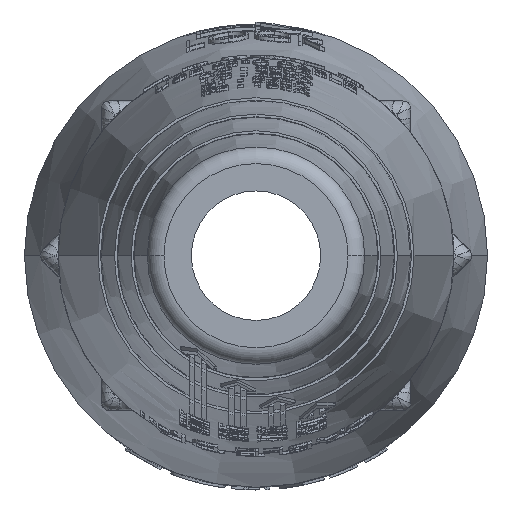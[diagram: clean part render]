
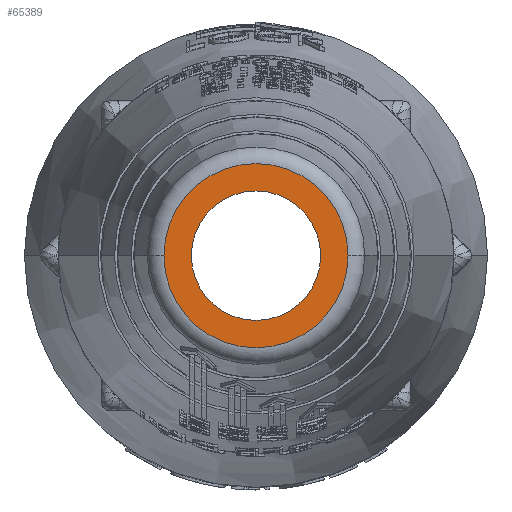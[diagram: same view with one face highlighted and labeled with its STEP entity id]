
A CAD part, left-side view. The second image highlights one B-rep face of the part: STEP entity #65389.
In plain terms, the highlighted planar face has unit normal (-1, 0, 0).
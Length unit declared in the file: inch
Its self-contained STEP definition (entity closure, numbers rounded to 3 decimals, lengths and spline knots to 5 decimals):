
#2852 = ORIENTED_EDGE ( 'NONE', *, *, #110759, .F. ) ;
#3647 = CARTESIAN_POINT ( 'NONE',  ( -7.16895, -0.2874, 1.94451 ) ) ;
#4315 = CARTESIAN_POINT ( 'NONE',  ( -7.16895, 0.05409, 1.94451 ) ) ;
#7068 = FACE_BOUND ( 'NONE', #90691, .T. ) ;
#8692 = PLANE ( 'NONE',  #10442 ) ;
#9498 = CARTESIAN_POINT ( 'NONE',  ( -7.16895, 0.45043, 1.94451 ) ) ;
#10442 = AXIS2_PLACEMENT_3D ( 'NONE', #9498, #42690, #82122 ) ;
#14268 = EDGE_LOOP ( 'NONE', ( #76237, #52565 ) ) ;
#15432 = VERTEX_POINT ( 'NONE', #53807 ) ;
#16796 = DIRECTION ( 'NONE',  ( -1., 0., 0. ) ) ;
#18954 = CARTESIAN_POINT ( 'NONE',  ( -7.16895, 0.39558, 1.94451 ) ) ;
#23790 = ORIENTED_EDGE ( 'NONE', *, *, #60603, .F. ) ;
#26197 = DIRECTION ( 'NONE',  ( -1., 0., 0. ) ) ;
#39806 = DIRECTION ( 'NONE',  ( 0., -1., 0. ) ) ;
#42690 = DIRECTION ( 'NONE',  ( -1., 0., 0. ) ) ;
#45543 = DIRECTION ( 'NONE',  ( 0., -1., 0. ) ) ;
#51883 = CARTESIAN_POINT ( 'NONE',  ( -7.16895, 0.05409, 1.94451 ) ) ;
#52565 = ORIENTED_EDGE ( 'NONE', *, *, #123748, .T. ) ;
#53807 = CARTESIAN_POINT ( 'NONE',  ( -7.16895, 0.29409, 1.94451 ) ) ;
#56951 = VERTEX_POINT ( 'NONE', #18954 ) ;
#60603 = EDGE_CURVE ( 'NONE', #119570, #15432, #136854, .T. ) ;
#65389 = ADVANCED_FACE ( 'NONE', ( #80557, #7068 ), #8692, .T. ) ;
#65527 = VERTEX_POINT ( 'NONE', #3647 ) ;
#68318 = AXIS2_PLACEMENT_3D ( 'NONE', #51883, #101056, #39806 ) ;
#76237 = ORIENTED_EDGE ( 'NONE', *, *, #132503, .T. ) ;
#77107 = CARTESIAN_POINT ( 'NONE',  ( -7.16895, -0.18591, 1.94451 ) ) ;
#80557 = FACE_OUTER_BOUND ( 'NONE', #14268, .T. ) ;
#82122 = DIRECTION ( 'NONE',  ( 0., -1., 0. ) ) ;
#86148 = CIRCLE ( 'NONE', #148156, 0.24 ) ;
#89403 = CARTESIAN_POINT ( 'NONE',  ( -7.16895, 0.05409, 1.94451 ) ) ;
#90691 = EDGE_LOOP ( 'NONE', ( #23790, #2852 ) ) ;
#93030 = DIRECTION ( 'NONE',  ( -1., 0., 0. ) ) ;
#100604 = AXIS2_PLACEMENT_3D ( 'NONE', #89403, #16796, #153223 ) ;
#101056 = DIRECTION ( 'NONE',  ( -1., 0., 0. ) ) ;
#102035 = DIRECTION ( 'NONE',  ( 0., -1., 0. ) ) ;
#106827 = CIRCLE ( 'NONE', #68318, 0.34149 ) ;
#107547 = CARTESIAN_POINT ( 'NONE',  ( -7.16895, 0.05409, 1.94451 ) ) ;
#110759 = EDGE_CURVE ( 'NONE', #15432, #119570, #86148, .T. ) ;
#117693 = CIRCLE ( 'NONE', #130667, 0.34149 ) ;
#119570 = VERTEX_POINT ( 'NONE', #77107 ) ;
#123748 = EDGE_CURVE ( 'NONE', #56951, #65527, #106827, .T. ) ;
#130667 = AXIS2_PLACEMENT_3D ( 'NONE', #107547, #93030, #45543 ) ;
#132503 = EDGE_CURVE ( 'NONE', #65527, #56951, #117693, .T. ) ;
#136854 = CIRCLE ( 'NONE', #100604, 0.24 ) ;
#148156 = AXIS2_PLACEMENT_3D ( 'NONE', #4315, #26197, #102035 ) ;
#153223 = DIRECTION ( 'NONE',  ( 0., -1., 0. ) ) ;
